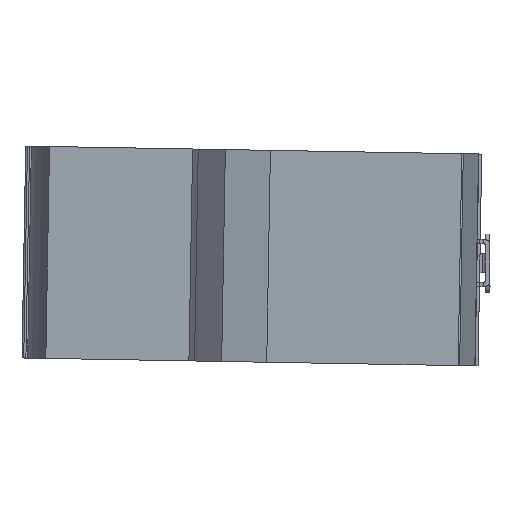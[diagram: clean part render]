
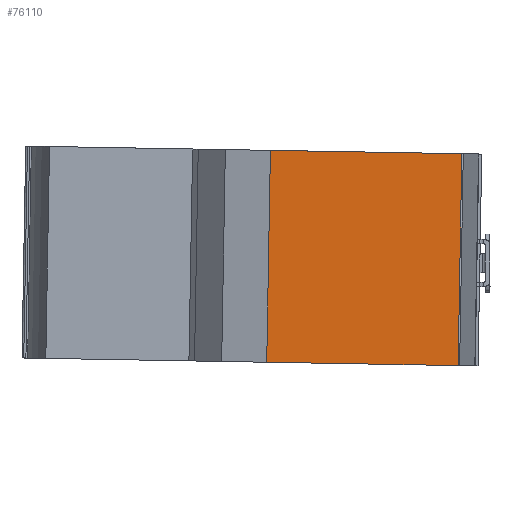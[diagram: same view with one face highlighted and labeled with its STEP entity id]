
A CAD part, left-side view. The second image highlights one B-rep face of the part: STEP entity #76110.
In plain terms, the highlighted planar face has unit normal (-1, 0.019, 0).
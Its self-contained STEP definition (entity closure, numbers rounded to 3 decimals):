
#1180=CARTESIAN_POINT('',(34.484,220.656,
157.092));
#1190=VERTEX_POINT('',#1180);
#1220=CARTESIAN_POINT('',(35.1,253.626,
157.668));
#1230=DIRECTION('',(-0.019,-1.,
-0.017));
#1240=VECTOR('',#1230,1.);
#1250=LINE('',#1220,#1240);
#1260=CARTESIAN_POINT('',(35.1,253.626,
157.668));
#1270=VERTEX_POINT('',#1260);
#1280=EDGE_CURVE('',#1270,#1190,#1250,.T.);
#73880=CARTESIAN_POINT('',(34.484,221.293,
120.598));
#73890=VERTEX_POINT('',#73880);
#75770=CARTESIAN_POINT('',(35.1,254.263,
121.173));
#75780=VERTEX_POINT('',#75770);
#75810=CARTESIAN_POINT('',(34.484,221.293,
120.598));
#75820=DIRECTION('',(0.019,1.,
0.017));
#75830=VECTOR('',#75820,1.);
#75840=LINE('',#75810,#75830);
#75850=EDGE_CURVE('',#73890,#75780,#75840,.T.);
#75900=CARTESIAN_POINT('',(34.484,219.431,
227.225));
#75910=DIRECTION('',(1.,-0.019,
0.));
#75920=DIRECTION('',(-0.019,-1.,
-0.017));
#75930=AXIS2_PLACEMENT_3D('',#75900,#75910,#75920);
#75940=PLANE('',#75930);
#75950=CARTESIAN_POINT('',(34.484,220.656,
157.092));
#75960=DIRECTION('',(0.,0.017,-1.));
#75970=VECTOR('',#75960,1.);
#75980=LINE('',#75950,#75970);
#75990=EDGE_CURVE('',#1190,#73890,#75980,.T.);
#76000=ORIENTED_EDGE('',*,*,#75990,.F.);
#76010=ORIENTED_EDGE('',*,*,#75850,.F.);
#76020=CARTESIAN_POINT('',(35.1,253.626,
157.668));
#76030=DIRECTION('',(0.,0.017,-1.));
#76040=VECTOR('',#76030,1.);
#76050=LINE('',#76020,#76040);
#76060=EDGE_CURVE('',#1270,#75780,#76050,.T.);
#76070=ORIENTED_EDGE('',*,*,#76060,.T.);
#76080=ORIENTED_EDGE('',*,*,#1280,.F.);
#76090=EDGE_LOOP('',(#76080,#76070,#76010,#76000));
#76100=FACE_OUTER_BOUND('',#76090,.T.);
#76110=ADVANCED_FACE('',(#76100),#75940,.F.);
